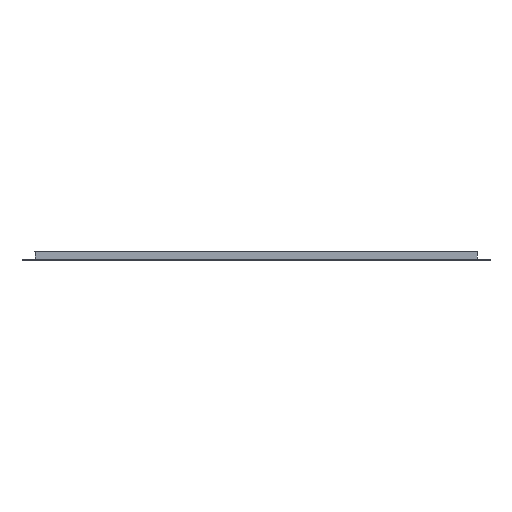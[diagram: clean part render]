
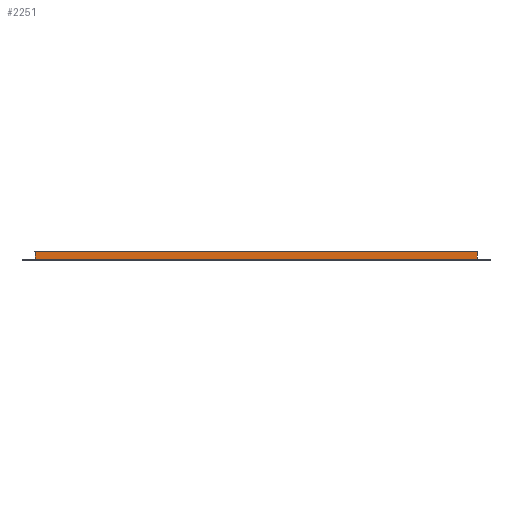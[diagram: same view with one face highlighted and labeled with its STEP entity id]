
A CAD part, left-side view. The second image highlights one B-rep face of the part: STEP entity #2251.
In plain terms, the highlighted planar face has unit normal (-1, 0, 0).
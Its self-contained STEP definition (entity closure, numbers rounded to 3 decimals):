
#159 = EDGE_LOOP ( 'NONE', ( #340, #217, #311, #287 ) ) ;
#217 = ORIENTED_EDGE ( 'NONE', *, *, #363, .T. ) ;
#287 = ORIENTED_EDGE ( 'NONE', *, *, #364, .T. ) ;
#311 = ORIENTED_EDGE ( 'NONE', *, *, #355, .T. ) ;
#340 = ORIENTED_EDGE ( 'NONE', *, *, #362, .F. ) ;
#355 = EDGE_CURVE ( 'NONE', #1747, #1198, #2024, .T. ) ;
#362 = EDGE_CURVE ( 'NONE', #1736, #1175, #1963, .T. ) ;
#363 = EDGE_CURVE ( 'NONE', #1736, #1747, #2036, .T. ) ;
#364 = EDGE_CURVE ( 'NONE', #1198, #1175, #2062, .T. ) ;
#604 = PLANE ( 'NONE',  #1838 ) ;
#649 = CARTESIAN_POINT ( 'NONE',  ( -825., -510., 2.5 ) ) ;
#717 = DIRECTION ( 'NONE',  ( 0., 0., -1. ) ) ;
#725 = DIRECTION ( 'NONE',  ( 1., 0., 0. ) ) ;
#1175 = VERTEX_POINT ( 'NONE', #1581 ) ;
#1198 = VERTEX_POINT ( 'NONE', #1554 ) ;
#1314 = CARTESIAN_POINT ( 'NONE',  ( -825., -510., 20. ) ) ;
#1316 = CARTESIAN_POINT ( 'NONE',  ( -825., -510., 2.51 ) ) ;
#1554 = CARTESIAN_POINT ( 'NONE',  ( -825., 510., 20. ) ) ;
#1581 = CARTESIAN_POINT ( 'NONE',  ( -825., 510., 2.51 ) ) ;
#1736 = VERTEX_POINT ( 'NONE', #1316 ) ;
#1747 = VERTEX_POINT ( 'NONE', #1314 ) ;
#1776 = DIRECTION ( 'NONE',  ( 0., 0., -1. ) ) ;
#1777 = CARTESIAN_POINT ( 'NONE',  ( -825., 510., 2.5 ) ) ;
#1821 = CARTESIAN_POINT ( 'NONE',  ( -825., 510., 20. ) ) ;
#1829 = DIRECTION ( 'NONE',  ( 0., 1., 0. ) ) ;
#1833 = CARTESIAN_POINT ( 'NONE',  ( -825., -510., 2.51 ) ) ;
#1838 = AXIS2_PLACEMENT_3D ( 'NONE', #649, #725, #717 ) ;
#1867 = DIRECTION ( 'NONE',  ( 0., 1., 0. ) ) ;
#1869 = DIRECTION ( 'NONE',  ( 0., 0., 1. ) ) ;
#1870 = CARTESIAN_POINT ( 'NONE',  ( -825., -510., 20. ) ) ;
#1958 = VECTOR ( 'NONE', #1867, 1000. ) ;
#1963 = LINE ( 'NONE', #1833, #1958 ) ;
#1965 = VECTOR ( 'NONE', #1829, 1000. ) ;
#2004 = VECTOR ( 'NONE', #1776, 1000. ) ;
#2024 = LINE ( 'NONE', #1821, #1965 ) ;
#2035 = VECTOR ( 'NONE', #1869, 1000. ) ;
#2036 = LINE ( 'NONE', #1870, #2035 ) ;
#2062 = LINE ( 'NONE', #1777, #2004 ) ;
#2187 = FACE_OUTER_BOUND ( 'NONE', #159, .T. ) ;
#2251 = ADVANCED_FACE ( 'NONE', ( #2187 ), #604, .F. ) ;
